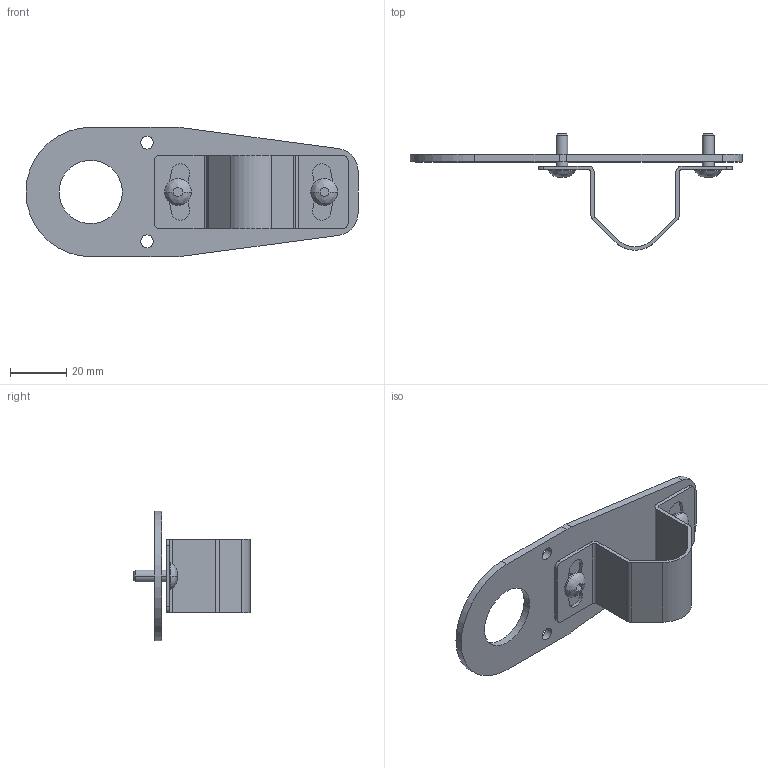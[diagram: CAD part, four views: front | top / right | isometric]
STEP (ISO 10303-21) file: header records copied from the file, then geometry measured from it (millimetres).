
FILE_DESCRIPTION((''),'2;1');
FILE_NAME('170590_ASM','2013-02-08T',('banengservice'),('BANNER ENGINEERING'),'PRO/ENGINEER BY PARAMETRIC TECHNOLOGY CORPORATION, 2009141','PRO/ENGINEER BY PARAMETRIC TECHNOLOGY CORPORATION, 2009141','');
FILE_SCHEMA(('CONFIG_CONTROL_DESIGN'));
Products named in the file (5): 134348; 125454; M5_HEX_BHCS; 78615_ASM; 170590_ASM
Assembly tree (5 placements, depth 3):
  170590_ASM
    78615_ASM
      134348
      125454
      M5_HEX_BHCS  x2
Bounding box: 118 x 41.35 x 46 mm (x, y, z)
Volume: 14788.4 mm3; surface area: 16012.3 mm2
Topology: 4 solids, 6 shells, 100 faces, 260 edges, 172 vertices
Faces by surface type: cylinder 49, plane 43, cone 4, bspline 4
Entity records: 2920 total; most frequent: CARTESIAN_POINT 587, DIRECTION 506, ORIENTED_EDGE 436, EDGE_CURVE 222, AXIS2_PLACEMENT_3D 195, VERTEX_POINT 148, VECTOR 116, LINE 116
